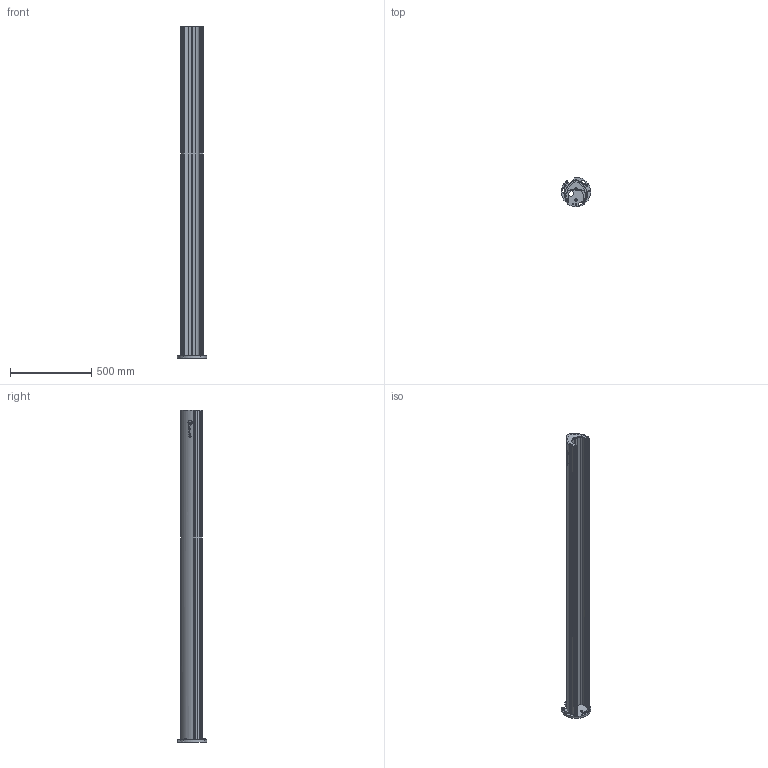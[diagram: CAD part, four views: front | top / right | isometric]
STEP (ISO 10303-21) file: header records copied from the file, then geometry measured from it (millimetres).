
FILE_DESCRIPTION (( 'STEP AP214' ), '1' );
FILE_NAME ('YXC-2040-F00.STEP', '2019-12-11T14:43:21', ( '' ), ( '' ), 'SwSTEP 2.0', 'SolidWorks 2019', '' );
FILE_SCHEMA (( 'AUTOMOTIVE_DESIGN' ));
Length unit declared in the file: inch
Products named in the file (1): YXC-2040-F00
Bounding box: 179.47 x 179.63 x 2039 mm (x, y, z)
Volume: 11737117.2 mm3; surface area: 1567993.9 mm2
Topology: 1 solids, 1 shells, 326 faces, 894 edges, 587 vertices
Faces by surface type: plane 201, cylinder 112, bspline 13
Full cylindrical faces by diameter (mm): 4.4 x1, 7.8 x3, 12 x3, 15 x1
Entity records: 16395 total; most frequent: CARTESIAN_POINT 4000, ORIENTED_EDGE 1772, DIRECTION 1590, EDGE_CURVE 886, VERTEX_POINT 587, LINE 560, VECTOR 560, AXIS2_PLACEMENT_3D 515
